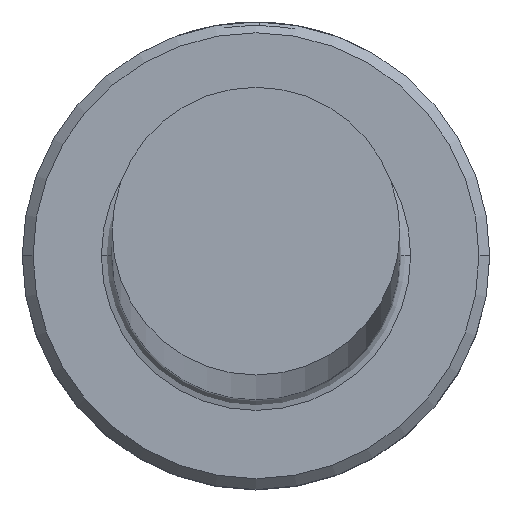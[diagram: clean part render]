
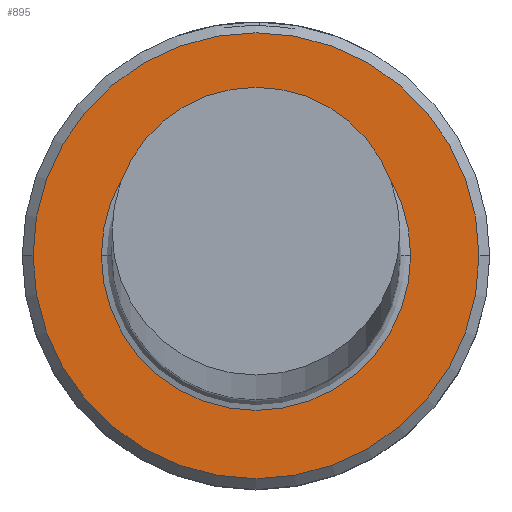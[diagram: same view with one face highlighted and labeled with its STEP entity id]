
A CAD part, top view. The second image highlights one B-rep face of the part: STEP entity #895.
In plain terms, the highlighted planar face has unit normal (0, 0, 1).
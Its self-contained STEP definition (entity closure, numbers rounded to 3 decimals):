
#3 = DIRECTION ( 'NONE',  ( 1., 0., 0. ) ) ;
#12 = DIRECTION ( 'NONE',  ( 0., 0., 1. ) ) ;
#18 = CARTESIAN_POINT ( 'NONE',  ( 0., 0., 8. ) ) ;
#66 = ORIENTED_EDGE ( 'NONE', *, *, #504, .T. ) ;
#95 = EDGE_LOOP ( 'NONE', ( #468, #700 ) ) ;
#135 = CIRCLE ( 'NONE', #658, 4.3 ) ;
#148 = CARTESIAN_POINT ( 'NONE',  ( -4.3, 0., 8. ) ) ;
#170 = CARTESIAN_POINT ( 'NONE',  ( -6.2, 0., 8. ) ) ;
#245 = CARTESIAN_POINT ( 'NONE',  ( 6.2, 0., 8. ) ) ;
#256 = DIRECTION ( 'NONE',  ( -1., 0., 0. ) ) ;
#362 = AXIS2_PLACEMENT_3D ( 'NONE', #720, #1167, #632 ) ;
#372 = FACE_BOUND ( 'NONE', #95, .T. ) ;
#379 = DIRECTION ( 'NONE',  ( 0., 0., 1. ) ) ;
#423 = CARTESIAN_POINT ( 'NONE',  ( 0., 0., 8. ) ) ;
#434 = CARTESIAN_POINT ( 'NONE',  ( 4.3, 0., 8. ) ) ;
#441 = PLANE ( 'NONE',  #362 ) ;
#460 = FACE_OUTER_BOUND ( 'NONE', #733, .T. ) ;
#468 = ORIENTED_EDGE ( 'NONE', *, *, #1194, .T. ) ;
#504 = EDGE_CURVE ( 'NONE', #630, #853, #859, .T. ) ;
#516 = DIRECTION ( 'NONE',  ( -1., 0., 0. ) ) ;
#526 = AXIS2_PLACEMENT_3D ( 'NONE', #18, #12, #3 ) ;
#564 = CIRCLE ( 'NONE', #897, 4.3 ) ;
#630 = VERTEX_POINT ( 'NONE', #170 ) ;
#632 = DIRECTION ( 'NONE',  ( 1., 0., 0. ) ) ;
#634 = DIRECTION ( 'NONE',  ( 0., 0., -1. ) ) ;
#658 = AXIS2_PLACEMENT_3D ( 'NONE', #423, #1058, #516 ) ;
#660 = EDGE_CURVE ( 'NONE', #888, #857, #564, .T. ) ;
#700 = ORIENTED_EDGE ( 'NONE', *, *, #660, .T. ) ;
#720 = CARTESIAN_POINT ( 'NONE',  ( 0., 0., 8. ) ) ;
#732 = CARTESIAN_POINT ( 'NONE',  ( 0., 0., 8. ) ) ;
#733 = EDGE_LOOP ( 'NONE', ( #66, #910 ) ) ;
#757 = CIRCLE ( 'NONE', #1097, 6.2 ) ;
#853 = VERTEX_POINT ( 'NONE', #245 ) ;
#857 = VERTEX_POINT ( 'NONE', #148 ) ;
#859 = CIRCLE ( 'NONE', #526, 6.2 ) ;
#888 = VERTEX_POINT ( 'NONE', #434 ) ;
#895 = ADVANCED_FACE ( 'NONE', ( #460, #372 ), #441, .T. ) ;
#897 = AXIS2_PLACEMENT_3D ( 'NONE', #732, #634, #256 ) ;
#910 = ORIENTED_EDGE ( 'NONE', *, *, #1013, .T. ) ;
#931 = CARTESIAN_POINT ( 'NONE',  ( 0., 0., 8. ) ) ;
#1013 = EDGE_CURVE ( 'NONE', #853, #630, #757, .T. ) ;
#1019 = DIRECTION ( 'NONE',  ( 1., 0., 0. ) ) ;
#1058 = DIRECTION ( 'NONE',  ( 0., 0., -1. ) ) ;
#1097 = AXIS2_PLACEMENT_3D ( 'NONE', #931, #379, #1019 ) ;
#1167 = DIRECTION ( 'NONE',  ( 0., 0., 1. ) ) ;
#1194 = EDGE_CURVE ( 'NONE', #857, #888, #135, .T. ) ;
